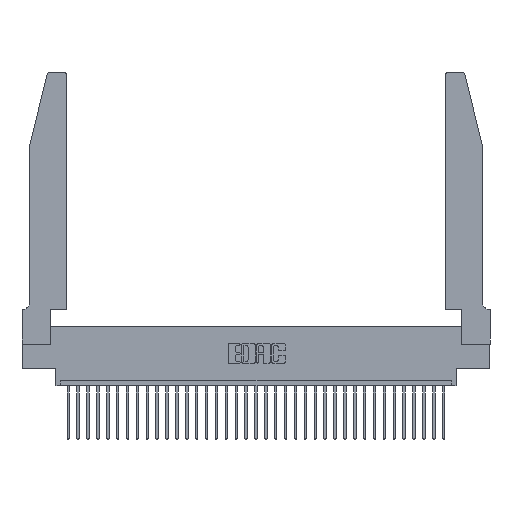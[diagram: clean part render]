
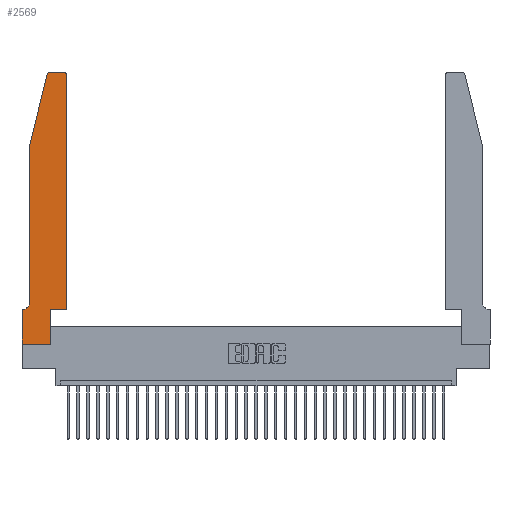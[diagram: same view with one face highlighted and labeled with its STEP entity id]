
A CAD part, top view. The second image highlights one B-rep face of the part: STEP entity #2569.
In plain terms, the highlighted planar face has unit normal (0, 0, 1).
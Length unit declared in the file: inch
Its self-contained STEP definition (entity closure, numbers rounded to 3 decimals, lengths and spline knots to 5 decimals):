
#54 = DIRECTION ( 'NONE',  ( 0., 0., 1. ) ) ;
#292 = VERTEX_POINT ( 'NONE', #5407 ) ;
#494 = EDGE_CURVE ( 'NONE', #4463, #2113, #12603, .T. ) ;
#612 = CARTESIAN_POINT ( 'NONE',  ( 0.25487, 2.72718, 0.37 ) ) ;
#742 = CARTESIAN_POINT ( 'NONE',  ( 0.0755, 0.42, 0.37 ) ) ;
#965 = ORIENTED_EDGE ( 'NONE', *, *, #14223, .T. ) ;
#1276 = DIRECTION ( 'NONE',  ( 1., 0., 0. ) ) ;
#2113 = VERTEX_POINT ( 'NONE', #24654 ) ;
#2569 = ADVANCED_FACE ( 'NONE', ( #16843 ), #32363, .T. ) ;
#2596 = VERTEX_POINT ( 'NONE', #612 ) ;
#2737 = CARTESIAN_POINT ( 'NONE',  ( 0., 0.35, 0.37 ) ) ;
#2823 = EDGE_CURVE ( 'NONE', #2596, #34447, #33638, .T. ) ;
#2870 = AXIS2_PLACEMENT_3D ( 'NONE', #2737, #54, #16066 ) ;
#3014 = CIRCLE ( 'NONE', #29498, 0.07 ) ;
#3039 = ORIENTED_EDGE ( 'NONE', *, *, #494, .T. ) ;
#4386 = VERTEX_POINT ( 'NONE', #7312 ) ;
#4463 = VERTEX_POINT ( 'NONE', #11815 ) ;
#4566 = CARTESIAN_POINT ( 'NONE',  ( 0.4505, 0.35, 0.37 ) ) ;
#4678 = EDGE_CURVE ( 'NONE', #292, #21245, #30157, .T. ) ;
#4685 = DIRECTION ( 'NONE',  ( 1., 0., 0. ) ) ;
#4714 = CIRCLE ( 'NONE', #5895, 0.03 ) ;
#5023 = CARTESIAN_POINT ( 'NONE',  ( 0.2605, 2.75, 0.37 ) ) ;
#5162 = LINE ( 'NONE', #13038, #20276 ) ;
#5407 = CARTESIAN_POINT ( 'NONE',  ( 0.4505, 0.35, 0.37 ) ) ;
#5740 = CARTESIAN_POINT ( 'NONE',  ( 0.0055, 0.35, 0.37 ) ) ;
#5895 = AXIS2_PLACEMENT_3D ( 'NONE', #7364, #28808, #26152 ) ;
#6137 = ORIENTED_EDGE ( 'NONE', *, *, #4678, .T. ) ;
#7312 = CARTESIAN_POINT ( 'NONE',  ( 0.2865, 0., 0.37 ) ) ;
#7364 = CARTESIAN_POINT ( 'NONE',  ( 0.4205, 2.72, 0.37 ) ) ;
#7742 = EDGE_CURVE ( 'NONE', #4386, #10792, #16037, .T. ) ;
#8317 = EDGE_LOOP ( 'NONE', ( #33550, #20932, #21585, #10214, #33179, #25056, #3039, #965, #17094, #22997, #6137, #12349 ) ) ;
#8388 = EDGE_CURVE ( 'NONE', #10792, #292, #23184, .T. ) ;
#9308 = VECTOR ( 'NONE', #4685, 39.37008 ) ;
#9312 = DIRECTION ( 'NONE',  ( 1., 0., 0. ) ) ;
#10214 = ORIENTED_EDGE ( 'NONE', *, *, #15446, .T. ) ;
#10792 = VERTEX_POINT ( 'NONE', #17241 ) ;
#10914 = CARTESIAN_POINT ( 'NONE',  ( 0.0755, 2., 0.37 ) ) ;
#11278 = VECTOR ( 'NONE', #13301, 39.37008 ) ;
#11815 = CARTESIAN_POINT ( 'NONE',  ( 0., 0.35, 0.37 ) ) ;
#11845 = VECTOR ( 'NONE', #25072, 39.37008 ) ;
#11877 = DIRECTION ( 'NONE',  ( 0., 0., 1. ) ) ;
#12243 = CARTESIAN_POINT ( 'NONE',  ( 0., 0., 0.37 ) ) ;
#12349 = ORIENTED_EDGE ( 'NONE', *, *, #22585, .T. ) ;
#12603 = LINE ( 'NONE', #18189, #30620 ) ;
#13038 = CARTESIAN_POINT ( 'NONE',  ( 0.0755, 0.35, 0.37 ) ) ;
#13301 = DIRECTION ( 'NONE',  ( 0., 1., 0. ) ) ;
#14223 = EDGE_CURVE ( 'NONE', #2113, #4386, #15254, .T. ) ;
#14511 = LINE ( 'NONE', #5023, #20834 ) ;
#15108 = DIRECTION ( 'NONE',  ( -1., 0., 0. ) ) ;
#15254 = LINE ( 'NONE', #12243, #22828 ) ;
#15378 = EDGE_CURVE ( 'NONE', #16398, #4463, #5162, .T. ) ;
#15446 = EDGE_CURVE ( 'NONE', #34447, #28697, #19816, .T. ) ;
#16037 = LINE ( 'NONE', #24820, #11845 ) ;
#16066 = DIRECTION ( 'NONE',  ( 1., 0., 0. ) ) ;
#16398 = VERTEX_POINT ( 'NONE', #5740 ) ;
#16843 = FACE_OUTER_BOUND ( 'NONE', #8317, .T. ) ;
#16855 = VECTOR ( 'NONE', #20478, 39.37008 ) ;
#17094 = ORIENTED_EDGE ( 'NONE', *, *, #7742, .T. ) ;
#17241 = CARTESIAN_POINT ( 'NONE',  ( 0.2865, 0.35, 0.37 ) ) ;
#17824 = CARTESIAN_POINT ( 'NONE',  ( 0.0055, 0.42, 0.37 ) ) ;
#17948 = DIRECTION ( 'NONE',  ( 0., 0., -1. ) ) ;
#18189 = CARTESIAN_POINT ( 'NONE',  ( 0., 0., 0.37 ) ) ;
#18323 = VERTEX_POINT ( 'NONE', #21053 ) ;
#19749 = CARTESIAN_POINT ( 'NONE',  ( 0.284, 2.72, 0.37 ) ) ;
#19816 = LINE ( 'NONE', #28224, #16855 ) ;
#20240 = EDGE_CURVE ( 'NONE', #29203, #18323, #14511, .T. ) ;
#20276 = VECTOR ( 'NONE', #27204, 39.37008 ) ;
#20478 = DIRECTION ( 'NONE',  ( 0., -1., 0. ) ) ;
#20834 = VECTOR ( 'NONE', #26491, 39.37008 ) ;
#20932 = ORIENTED_EDGE ( 'NONE', *, *, #34331, .T. ) ;
#21053 = CARTESIAN_POINT ( 'NONE',  ( 0.284, 2.75, 0.37 ) ) ;
#21245 = VERTEX_POINT ( 'NONE', #24161 ) ;
#21585 = ORIENTED_EDGE ( 'NONE', *, *, #2823, .T. ) ;
#21872 = EDGE_CURVE ( 'NONE', #28697, #16398, #3014, .T. ) ;
#22585 = EDGE_CURVE ( 'NONE', #21245, #29203, #4714, .T. ) ;
#22828 = VECTOR ( 'NONE', #1276, 39.37008 ) ;
#22997 = ORIENTED_EDGE ( 'NONE', *, *, #8388, .T. ) ;
#23184 = LINE ( 'NONE', #4566, #9308 ) ;
#24095 = DIRECTION ( 'NONE',  ( -0.239, -0.971, 0. ) ) ;
#24161 = CARTESIAN_POINT ( 'NONE',  ( 0.4505, 2.72, 0.37 ) ) ;
#24654 = CARTESIAN_POINT ( 'NONE',  ( 0., 0., 0.37 ) ) ;
#24676 = AXIS2_PLACEMENT_3D ( 'NONE', #19749, #11877, #9312 ) ;
#24820 = CARTESIAN_POINT ( 'NONE',  ( 0.2865, 0.35, 0.37 ) ) ;
#25056 = ORIENTED_EDGE ( 'NONE', *, *, #15378, .T. ) ;
#25072 = DIRECTION ( 'NONE',  ( 0., 1., 0. ) ) ;
#26152 = DIRECTION ( 'NONE',  ( 1., 0., 0. ) ) ;
#26491 = DIRECTION ( 'NONE',  ( -1., 0., 0. ) ) ;
#26560 = VECTOR ( 'NONE', #24095, 39.37008 ) ;
#27204 = DIRECTION ( 'NONE',  ( -1., 0., 0. ) ) ;
#27464 = CARTESIAN_POINT ( 'NONE',  ( 0.4205, 2.75, 0.37 ) ) ;
#28224 = CARTESIAN_POINT ( 'NONE',  ( 0.0755, 2., 0.37 ) ) ;
#28697 = VERTEX_POINT ( 'NONE', #742 ) ;
#28808 = DIRECTION ( 'NONE',  ( 0., 0., 1. ) ) ;
#28871 = DIRECTION ( 'NONE',  ( 0., -1., 0. ) ) ;
#29203 = VERTEX_POINT ( 'NONE', #27464 ) ;
#29346 = CARTESIAN_POINT ( 'NONE',  ( 0.0755, 2., 0.37 ) ) ;
#29369 = CARTESIAN_POINT ( 'NONE',  ( 0.4505, 0.35, 0.37 ) ) ;
#29498 = AXIS2_PLACEMENT_3D ( 'NONE', #17824, #17948, #15108 ) ;
#30157 = LINE ( 'NONE', #29369, #11278 ) ;
#30620 = VECTOR ( 'NONE', #28871, 39.37008 ) ;
#32363 = PLANE ( 'NONE',  #2870 ) ;
#33179 = ORIENTED_EDGE ( 'NONE', *, *, #21872, .T. ) ;
#33475 = CIRCLE ( 'NONE', #24676, 0.03 ) ;
#33550 = ORIENTED_EDGE ( 'NONE', *, *, #20240, .T. ) ;
#33638 = LINE ( 'NONE', #10914, #26560 ) ;
#34331 = EDGE_CURVE ( 'NONE', #18323, #2596, #33475, .T. ) ;
#34447 = VERTEX_POINT ( 'NONE', #29346 ) ;
